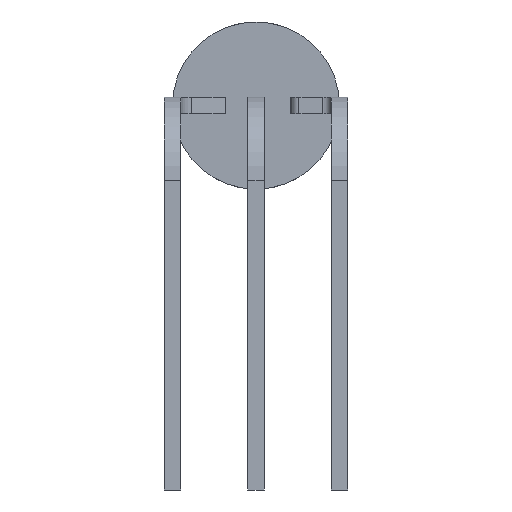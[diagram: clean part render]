
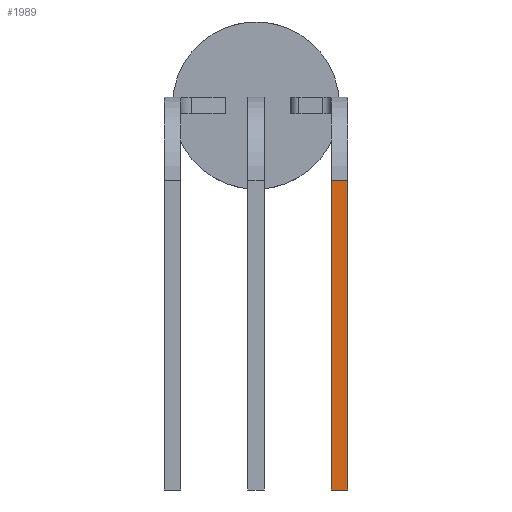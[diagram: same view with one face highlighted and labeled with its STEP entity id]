
A CAD part, front view. The second image highlights one B-rep face of the part: STEP entity #1989.
In plain terms, the highlighted planar face has unit normal (0, -1, 0).
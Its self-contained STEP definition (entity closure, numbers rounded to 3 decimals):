
#527 = PLANE('',#528);
#528 = AXIS2_PLACEMENT_3D('',#529,#530,#531);
#529 = CARTESIAN_POINT('',(2.75,-0.4,5.45));
#530 = DIRECTION('',(1.,0.,0.));
#531 = DIRECTION('',(0.,-1.,0.));
#605 = PLANE('',#606);
#606 = AXIS2_PLACEMENT_3D('',#607,#608,#609);
#607 = CARTESIAN_POINT('',(2.25,-0.4,5.45));
#608 = DIRECTION('',(-1.,0.,0.));
#609 = DIRECTION('',(0.,1.,0.));
#1738 = EDGE_CURVE('',#1739,#1741,#1743,.T.);
#1739 = VERTEX_POINT('',#1740);
#1740 = CARTESIAN_POINT('',(2.25,-0.4,2.95));
#1741 = VERTEX_POINT('',#1742);
#1742 = CARTESIAN_POINT('',(2.25,-0.4,-6.3));
#1743 = SURFACE_CURVE('',#1744,(#1748,#1755),.PCURVE_S1.);
#1744 = LINE('',#1745,#1746);
#1745 = CARTESIAN_POINT('',(2.25,-0.4,5.45));
#1746 = VECTOR('',#1747,1.);
#1747 = DIRECTION('',(0.,0.,-1.));
#1748 = PCURVE('',#605,#1749);
#1749 = DEFINITIONAL_REPRESENTATION('',(#1750),#1754);
#1750 = LINE('',#1751,#1752);
#1751 = CARTESIAN_POINT('',(0.,0.));
#1752 = VECTOR('',#1753,1.);
#1753 = DIRECTION('',(0.,1.));
#1754 = ( GEOMETRIC_REPRESENTATION_CONTEXT(2) 
PARAMETRIC_REPRESENTATION_CONTEXT() REPRESENTATION_CONTEXT('2D SPACE',''
  ) );
#1755 = PCURVE('',#1756,#1761);
#1756 = PLANE('',#1757);
#1757 = AXIS2_PLACEMENT_3D('',#1758,#1759,#1760);
#1758 = CARTESIAN_POINT('',(2.25,-0.4,5.45));
#1759 = DIRECTION('',(0.,-1.,0.));
#1760 = DIRECTION('',(-1.,0.,0.));
#1761 = DEFINITIONAL_REPRESENTATION('',(#1762),#1766);
#1762 = LINE('',#1763,#1764);
#1763 = CARTESIAN_POINT('',(0.,0.));
#1764 = VECTOR('',#1765,1.);
#1765 = DIRECTION('',(0.,1.));
#1766 = ( GEOMETRIC_REPRESENTATION_CONTEXT(2) 
PARAMETRIC_REPRESENTATION_CONTEXT() REPRESENTATION_CONTEXT('2D SPACE',''
  ) );
#1785 = CYLINDRICAL_SURFACE('',#1786,2.5);
#1786 = AXIS2_PLACEMENT_3D('',#1787,#1788,#1789);
#1787 = CARTESIAN_POINT('',(2.25,2.1,2.95));
#1788 = DIRECTION('',(1.,0.,0.));
#1789 = DIRECTION('',(0.,-1.,0.));
#1978 = PLANE('',#1979);
#1979 = AXIS2_PLACEMENT_3D('',#1980,#1981,#1982);
#1980 = CARTESIAN_POINT('',(0.,8.8,-6.3));
#1981 = DIRECTION('',(0.,0.,-1.));
#1982 = DIRECTION('',(0.,1.,0.));
#1989 = ADVANCED_FACE('',(#1990),#1756,.T.);
#1990 = FACE_BOUND('',#1991,.T.);
#1991 = EDGE_LOOP('',(#1992,#2017,#2060,#2061));
#1992 = ORIENTED_EDGE('',*,*,#1993,.F.);
#1993 = EDGE_CURVE('',#1994,#1996,#1998,.T.);
#1994 = VERTEX_POINT('',#1995);
#1995 = CARTESIAN_POINT('',(2.75,-0.4,2.95));
#1996 = VERTEX_POINT('',#1997);
#1997 = CARTESIAN_POINT('',(2.75,-0.4,-6.3));
#1998 = SURFACE_CURVE('',#1999,(#2003,#2010),.PCURVE_S1.);
#1999 = LINE('',#2000,#2001);
#2000 = CARTESIAN_POINT('',(2.75,-0.4,5.45));
#2001 = VECTOR('',#2002,1.);
#2002 = DIRECTION('',(0.,0.,-1.));
#2003 = PCURVE('',#1756,#2004);
#2004 = DEFINITIONAL_REPRESENTATION('',(#2005),#2009);
#2005 = LINE('',#2006,#2007);
#2006 = CARTESIAN_POINT('',(-0.5,0.));
#2007 = VECTOR('',#2008,1.);
#2008 = DIRECTION('',(0.,1.));
#2009 = ( GEOMETRIC_REPRESENTATION_CONTEXT(2) 
PARAMETRIC_REPRESENTATION_CONTEXT() REPRESENTATION_CONTEXT('2D SPACE',''
  ) );
#2010 = PCURVE('',#527,#2011);
#2011 = DEFINITIONAL_REPRESENTATION('',(#2012),#2016);
#2012 = LINE('',#2013,#2014);
#2013 = CARTESIAN_POINT('',(0.,0.));
#2014 = VECTOR('',#2015,1.);
#2015 = DIRECTION('',(0.,1.));
#2016 = ( GEOMETRIC_REPRESENTATION_CONTEXT(2) 
PARAMETRIC_REPRESENTATION_CONTEXT() REPRESENTATION_CONTEXT('2D SPACE',''
  ) );
#2017 = ORIENTED_EDGE('',*,*,#2018,.T.);
#2018 = EDGE_CURVE('',#1994,#1739,#2019,.T.);
#2019 = SURFACE_CURVE('',#2020,(#2024,#2031),.PCURVE_S1.);
#2020 = LINE('',#2021,#2022);
#2021 = CARTESIAN_POINT('',(2.25,-0.4,2.95));
#2022 = VECTOR('',#2023,1.);
#2023 = DIRECTION('',(-1.,0.,0.));
#2024 = PCURVE('',#1756,#2025);
#2025 = DEFINITIONAL_REPRESENTATION('',(#2026),#2030);
#2026 = LINE('',#2027,#2028);
#2027 = CARTESIAN_POINT('',(0.,2.5));
#2028 = VECTOR('',#2029,1.);
#2029 = DIRECTION('',(1.,0.));
#2030 = ( GEOMETRIC_REPRESENTATION_CONTEXT(2) 
PARAMETRIC_REPRESENTATION_CONTEXT() REPRESENTATION_CONTEXT('2D SPACE',''
  ) );
#2031 = PCURVE('',#1785,#2032);
#2032 = DEFINITIONAL_REPRESENTATION('',(#2033),#2059);
#2033 = B_SPLINE_CURVE_WITH_KNOTS('',3,(#2034,#2035,#2036,#2037,#2038,
    #2039,#2040,#2041,#2042,#2043,#2044,#2045,#2046,#2047,#2048,#2049,
    #2050,#2051,#2052,#2053,#2054,#2055,#2056,#2057,#2058),
  .UNSPECIFIED.,.F.,.F.,(4,1,1,1,1,1,1,1,1,1,1,1,1,1,1,1,1,1,1,1,1,1,4),
  (-0.5,-0.477,-0.455,-0.432,-0.409,
    -0.386,-0.364,-0.341,-0.318,
    -0.295,-0.273,-0.25,-0.227,
    -0.205,-0.182,-0.159,-0.136,
    -0.114,-0.091,-0.068,
    -0.045,-0.023,0.),.UNSPECIFIED.);
#2034 = CARTESIAN_POINT('',(6.283,0.5));
#2035 = CARTESIAN_POINT('',(6.283,0.492));
#2036 = CARTESIAN_POINT('',(6.283,0.477));
#2037 = CARTESIAN_POINT('',(6.283,0.455));
#2038 = CARTESIAN_POINT('',(6.283,0.432));
#2039 = CARTESIAN_POINT('',(6.283,0.409));
#2040 = CARTESIAN_POINT('',(6.283,0.386));
#2041 = CARTESIAN_POINT('',(6.283,0.364));
#2042 = CARTESIAN_POINT('',(6.283,0.341));
#2043 = CARTESIAN_POINT('',(6.283,0.318));
#2044 = CARTESIAN_POINT('',(6.283,0.295));
#2045 = CARTESIAN_POINT('',(6.283,0.273));
#2046 = CARTESIAN_POINT('',(6.283,0.25));
#2047 = CARTESIAN_POINT('',(6.283,0.227));
#2048 = CARTESIAN_POINT('',(6.283,0.205));
#2049 = CARTESIAN_POINT('',(6.283,0.182));
#2050 = CARTESIAN_POINT('',(6.283,0.159));
#2051 = CARTESIAN_POINT('',(6.283,0.136));
#2052 = CARTESIAN_POINT('',(6.283,0.114));
#2053 = CARTESIAN_POINT('',(6.283,0.091));
#2054 = CARTESIAN_POINT('',(6.283,0.068));
#2055 = CARTESIAN_POINT('',(6.283,0.045));
#2056 = CARTESIAN_POINT('',(6.283,0.023));
#2057 = CARTESIAN_POINT('',(6.283,0.008));
#2058 = CARTESIAN_POINT('',(6.283,0.));
#2059 = ( GEOMETRIC_REPRESENTATION_CONTEXT(2) 
PARAMETRIC_REPRESENTATION_CONTEXT() REPRESENTATION_CONTEXT('2D SPACE',''
  ) );
#2060 = ORIENTED_EDGE('',*,*,#1738,.T.);
#2061 = ORIENTED_EDGE('',*,*,#2062,.F.);
#2062 = EDGE_CURVE('',#1996,#1741,#2063,.T.);
#2063 = SURFACE_CURVE('',#2064,(#2068,#2075),.PCURVE_S1.);
#2064 = LINE('',#2065,#2066);
#2065 = CARTESIAN_POINT('',(2.25,-0.4,-6.3));
#2066 = VECTOR('',#2067,1.);
#2067 = DIRECTION('',(-1.,0.,0.));
#2068 = PCURVE('',#1756,#2069);
#2069 = DEFINITIONAL_REPRESENTATION('',(#2070),#2074);
#2070 = LINE('',#2071,#2072);
#2071 = CARTESIAN_POINT('',(0.,11.75));
#2072 = VECTOR('',#2073,1.);
#2073 = DIRECTION('',(1.,0.));
#2074 = ( GEOMETRIC_REPRESENTATION_CONTEXT(2) 
PARAMETRIC_REPRESENTATION_CONTEXT() REPRESENTATION_CONTEXT('2D SPACE',''
  ) );
#2075 = PCURVE('',#1978,#2076);
#2076 = DEFINITIONAL_REPRESENTATION('',(#2077),#2081);
#2077 = LINE('',#2078,#2079);
#2078 = CARTESIAN_POINT('',(-9.2,2.25));
#2079 = VECTOR('',#2080,1.);
#2080 = DIRECTION('',(0.,-1.));
#2081 = ( GEOMETRIC_REPRESENTATION_CONTEXT(2) 
PARAMETRIC_REPRESENTATION_CONTEXT() REPRESENTATION_CONTEXT('2D SPACE',''
  ) );
